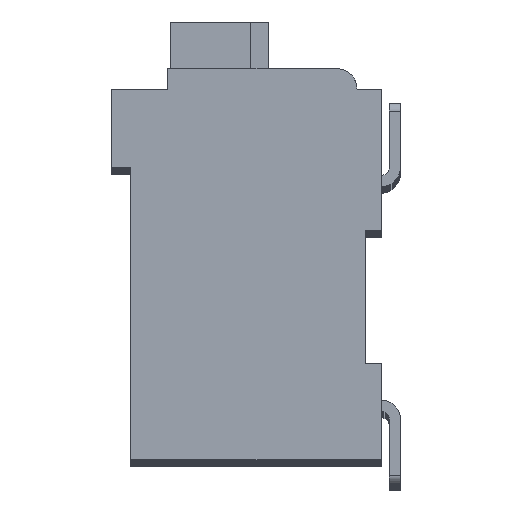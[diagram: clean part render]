
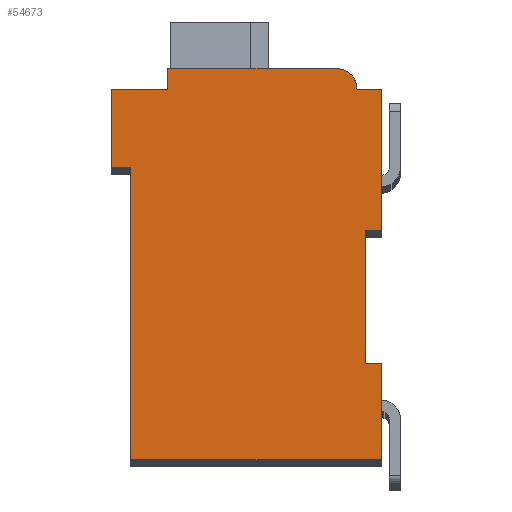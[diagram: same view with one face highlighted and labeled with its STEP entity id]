
A CAD part, top view. The second image highlights one B-rep face of the part: STEP entity #54673.
In plain terms, the highlighted planar face has unit normal (0, 0, 1).
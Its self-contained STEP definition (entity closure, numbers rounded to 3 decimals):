
#16654=DIRECTION('',(1.,0.,0.));
#16655=VECTOR('',#16654,0.5);
#16656=CARTESIAN_POINT('',(7.3,7.15,2.1));
#16657=LINE('',#16656,#16655);
#16658=DIRECTION('',(0.,1.,0.));
#16659=VECTOR('',#16658,4.15);
#16660=CARTESIAN_POINT('',(7.3,3.,2.1));
#16661=LINE('',#16660,#16659);
#16662=DIRECTION('',(-1.,0.,0.));
#16663=VECTOR('',#16662,0.5);
#16664=CARTESIAN_POINT('',(7.8,3.,2.1));
#16665=LINE('',#16664,#16663);
#16666=DIRECTION('',(0.,1.,0.));
#16667=VECTOR('',#16666,3.);
#16668=CARTESIAN_POINT('',(7.8,0.,2.1));
#16669=LINE('',#16668,#16667);
#16670=DIRECTION('',(1.,0.,0.));
#16671=VECTOR('',#16670,7.8);
#16672=CARTESIAN_POINT('',(0.,0.,2.1));
#16673=LINE('',#16672,#16671);
#16674=DIRECTION('',(0.,-1.,0.));
#16675=VECTOR('',#16674,9.1);
#16676=CARTESIAN_POINT('',(0.,9.1,2.1));
#16677=LINE('',#16676,#16675);
#16678=DIRECTION('',(1.,0.,0.));
#16679=VECTOR('',#16678,0.6);
#16680=CARTESIAN_POINT('',(-0.6,9.1,2.1));
#16681=LINE('',#16680,#16679);
#16682=DIRECTION('',(0.,-1.,0.));
#16683=VECTOR('',#16682,2.45);
#16684=CARTESIAN_POINT('',(-0.6,11.55,2.1));
#16685=LINE('',#16684,#16683);
#16686=DIRECTION('',(-1.,0.,0.));
#16687=VECTOR('',#16686,1.75);
#16688=CARTESIAN_POINT('',(1.15,11.55,2.1));
#16689=LINE('',#16688,#16687);
#16690=DIRECTION('',(0.,-1.,0.));
#16691=VECTOR('',#16690,0.65);
#16692=CARTESIAN_POINT('',(1.15,12.2,2.1));
#16693=LINE('',#16692,#16691);
#16694=DIRECTION('',(-1.,0.,0.));
#16695=VECTOR('',#16694,5.25);
#16696=CARTESIAN_POINT('',(6.4,12.2,2.1));
#16697=LINE('',#16696,#16695);
#16698=CARTESIAN_POINT('',(6.4,11.55,2.1));
#16699=DIRECTION('',(0.,0.,1.));
#16700=DIRECTION('',(1.,0.,0.));
#16701=AXIS2_PLACEMENT_3D('',#16698,#16699,#16700);
#16703=DIRECTION('',(-1.,0.,0.));
#16704=VECTOR('',#16703,0.75);
#16705=CARTESIAN_POINT('',(7.8,11.55,2.1));
#16706=LINE('',#16705,#16704);
#16707=DIRECTION('',(0.,1.,0.));
#16708=VECTOR('',#16707,4.4);
#16709=CARTESIAN_POINT('',(7.8,7.15,2.1));
#16710=LINE('',#16709,#16708);
#27673=CARTESIAN_POINT('',(7.3,7.15,2.1));
#27674=CARTESIAN_POINT('',(7.8,7.15,2.1));
#27675=VERTEX_POINT('',#27673);
#27676=VERTEX_POINT('',#27674);
#27677=CARTESIAN_POINT('',(7.8,11.55,2.1));
#27678=VERTEX_POINT('',#27677);
#27679=CARTESIAN_POINT('',(7.05,11.55,2.1));
#27680=VERTEX_POINT('',#27679);
#27681=CARTESIAN_POINT('',(6.4,12.2,2.1));
#27682=VERTEX_POINT('',#27681);
#27683=CARTESIAN_POINT('',(1.15,12.2,2.1));
#27684=VERTEX_POINT('',#27683);
#27685=CARTESIAN_POINT('',(1.15,11.55,2.1));
#27686=VERTEX_POINT('',#27685);
#27687=CARTESIAN_POINT('',(-0.6,11.55,2.1));
#27688=VERTEX_POINT('',#27687);
#27689=CARTESIAN_POINT('',(-0.6,9.1,2.1));
#27690=VERTEX_POINT('',#27689);
#27691=CARTESIAN_POINT('',(0.,9.1,2.1));
#27692=VERTEX_POINT('',#27691);
#27693=CARTESIAN_POINT('',(0.,0.,2.1));
#27694=VERTEX_POINT('',#27693);
#27695=CARTESIAN_POINT('',(7.8,0.,2.1));
#27696=VERTEX_POINT('',#27695);
#27697=CARTESIAN_POINT('',(7.8,3.,2.1));
#27698=VERTEX_POINT('',#27697);
#27699=CARTESIAN_POINT('',(7.3,3.,2.1));
#27700=VERTEX_POINT('',#27699);
#54652=CARTESIAN_POINT('',(0.,0.,2.1));
#54653=DIRECTION('',(0.,0.,1.));
#54654=DIRECTION('',(1.,0.,0.));
#54655=AXIS2_PLACEMENT_3D('',#54652,#54653,#54654);
#54656=PLANE('',#54655);
#54657=ORIENTED_EDGE('',*,*,#36406,.F.);
#54658=ORIENTED_EDGE('',*,*,#37622,.F.);
#54659=ORIENTED_EDGE('',*,*,#47300,.F.);
#54660=ORIENTED_EDGE('',*,*,#48015,.F.);
#54661=ORIENTED_EDGE('',*,*,#48838,.F.);
#54662=ORIENTED_EDGE('',*,*,#49919,.F.);
#54663=ORIENTED_EDGE('',*,*,#50324,.F.);
#54664=ORIENTED_EDGE('',*,*,#50723,.F.);
#54665=ORIENTED_EDGE('',*,*,#51329,.F.);
#54666=ORIENTED_EDGE('',*,*,#52472,.F.);
#54667=ORIENTED_EDGE('',*,*,#53380,.F.);
#54668=ORIENTED_EDGE('',*,*,#51380,.F.);
#54669=ORIENTED_EDGE('',*,*,#52173,.F.);
#54670=ORIENTED_EDGE('',*,*,#37517,.F.);
#54671=EDGE_LOOP('',(#54657,#54658,#54659,#54660,#54661,#54662,#54663,#54664,
#54665,#54666,#54667,#54668,#54669,#54670));
#54672=FACE_OUTER_BOUND('',#54671,.F.);
#16702=CIRCLE('',#16701,0.65);
#36406=EDGE_CURVE('',#27675,#27676,#16657,.T.);
#37517=EDGE_CURVE('',#27676,#27678,#16710,.T.);
#37622=EDGE_CURVE('',#27700,#27675,#16661,.T.);
#47300=EDGE_CURVE('',#27698,#27700,#16665,.T.);
#48015=EDGE_CURVE('',#27696,#27698,#16669,.T.);
#48838=EDGE_CURVE('',#27694,#27696,#16673,.T.);
#49919=EDGE_CURVE('',#27692,#27694,#16677,.T.);
#50324=EDGE_CURVE('',#27690,#27692,#16681,.T.);
#50723=EDGE_CURVE('',#27688,#27690,#16685,.T.);
#51329=EDGE_CURVE('',#27686,#27688,#16689,.T.);
#51380=EDGE_CURVE('',#27680,#27682,#16702,.T.);
#52173=EDGE_CURVE('',#27678,#27680,#16706,.T.);
#52472=EDGE_CURVE('',#27684,#27686,#16693,.T.);
#53380=EDGE_CURVE('',#27682,#27684,#16697,.T.);
#54673=ADVANCED_FACE('',(#54672),#54656,.T.);
